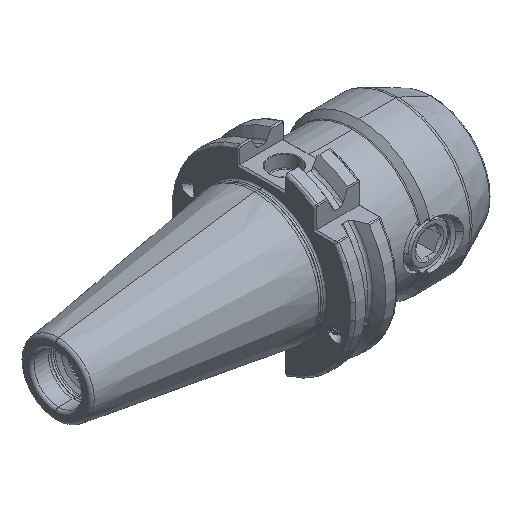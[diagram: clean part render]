
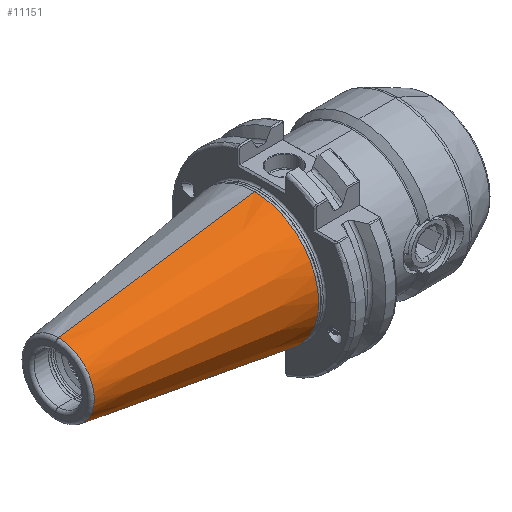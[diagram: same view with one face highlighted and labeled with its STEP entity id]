
A CAD part, isometric view. The second image highlights one B-rep face of the part: STEP entity #11151.
In plain terms, the highlighted conical face has half-angle 8.297 degrees and reference radius 22.692 mm.
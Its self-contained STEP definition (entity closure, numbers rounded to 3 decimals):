
#81 = CARTESIAN_POINT ( 'NONE',  ( 0., 0., -22.692 ) ) ;
#84 = DIRECTION ( 'NONE',  ( 0.99, 0., -0.144 ) ) ;
#1551 = VERTEX_POINT ( 'NONE', #22314 ) ;
#1565 = VERTEX_POINT ( 'NONE', #22331 ) ;
#4438 = VERTEX_POINT ( 'NONE', #22310 ) ;
#4449 = VERTEX_POINT ( 'NONE', #22330 ) ;
#5228 = FACE_OUTER_BOUND ( 'NONE', #21931, .T. ) ;
#5250 = CONICAL_SURFACE ( 'NONE', #17984, 22.692, 0.145 ) ;
#6309 = LINE ( 'NONE', #14195, #6379 ) ;
#6379 = VECTOR ( 'NONE', #14227, 1000. ) ;
#6385 = CIRCLE ( 'NONE', #25957, 22.327 ) ;
#6405 = CIRCLE ( 'NONE', #25935, 12.4 ) ;
#10726 = VECTOR ( 'NONE', #84, 1000. ) ;
#10739 = LINE ( 'NONE', #81, #10726 ) ;
#11151 = ADVANCED_FACE ( 'NONE', ( #5228 ), #5250, .T. ) ;
#14195 = CARTESIAN_POINT ( 'NONE',  ( 0., 0., 22.692 ) ) ;
#14227 = DIRECTION ( 'NONE',  ( 0.99, 0., 0.144 ) ) ;
#14733 = DIRECTION ( 'NONE',  ( 0., 0., -1. ) ) ;
#14748 = CARTESIAN_POINT ( 'NONE',  ( -2.5, 0., 0. ) ) ;
#14767 = DIRECTION ( 'NONE',  ( 1., 0., 0. ) ) ;
#14838 = DIRECTION ( 'NONE',  ( 1., 0., 0. ) ) ;
#14857 = CARTESIAN_POINT ( 'NONE',  ( -70.573, 0., 0. ) ) ;
#14859 = DIRECTION ( 'NONE',  ( 0., 0., 1. ) ) ;
#17192 = EDGE_CURVE ( 'NONE', #4438, #4449, #10739, .T. ) ;
#17984 = AXIS2_PLACEMENT_3D ( 'NONE', #21161, #21168, #21157 ) ;
#19467 = EDGE_CURVE ( 'NONE', #1551, #1565, #6309, .T. ) ;
#19559 = EDGE_CURVE ( 'NONE', #1565, #4449, #6385, .T. ) ;
#19577 = EDGE_CURVE ( 'NONE', #1551, #4438, #6405, .T. ) ;
#21157 = DIRECTION ( 'NONE',  ( 0., 0., -1. ) ) ;
#21161 = CARTESIAN_POINT ( 'NONE',  ( 0., 0., 0. ) ) ;
#21168 = DIRECTION ( 'NONE',  ( 1., 0., 0. ) ) ;
#21490 = ORIENTED_EDGE ( 'NONE', *, *, #19577, .T. ) ;
#21496 = ORIENTED_EDGE ( 'NONE', *, *, #19467, .F. ) ;
#21522 = ORIENTED_EDGE ( 'NONE', *, *, #17192, .T. ) ;
#21536 = ORIENTED_EDGE ( 'NONE', *, *, #19559, .F. ) ;
#21931 = EDGE_LOOP ( 'NONE', ( #21496, #21490, #21522, #21536 ) ) ;
#22310 = CARTESIAN_POINT ( 'NONE',  ( -70.573, 0., -12.4 ) ) ;
#22314 = CARTESIAN_POINT ( 'NONE',  ( -70.573, 0., 12.4 ) ) ;
#22330 = CARTESIAN_POINT ( 'NONE',  ( -2.5, 0., -22.327 ) ) ;
#22331 = CARTESIAN_POINT ( 'NONE',  ( -2.5, 0., 22.327 ) ) ;
#25935 = AXIS2_PLACEMENT_3D ( 'NONE', #14857, #14838, #14859 ) ;
#25957 = AXIS2_PLACEMENT_3D ( 'NONE', #14748, #14767, #14733 ) ;
